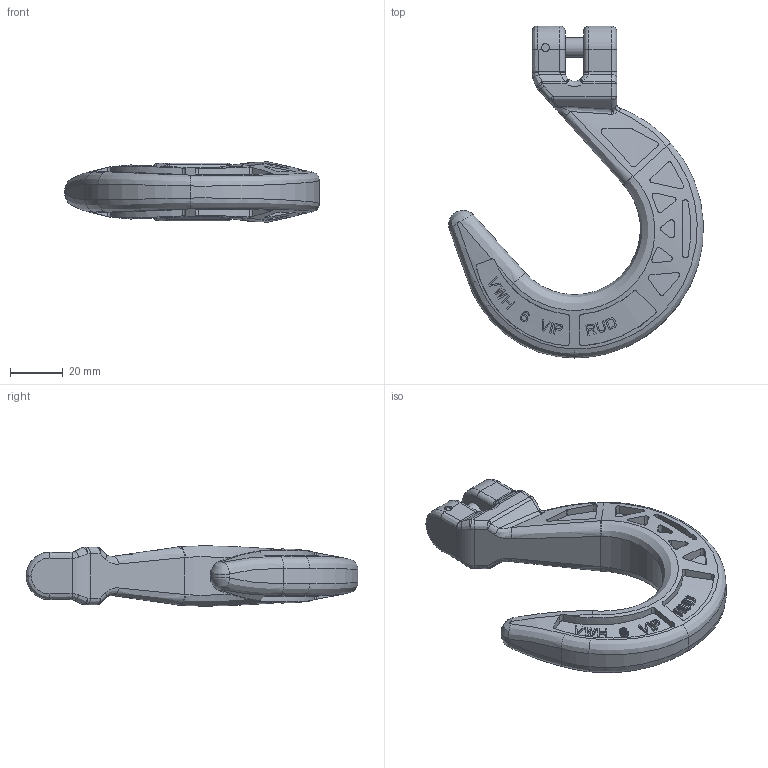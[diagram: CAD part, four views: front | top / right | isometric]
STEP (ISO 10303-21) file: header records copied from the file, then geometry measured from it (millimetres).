
FILE_DESCRIPTION((''),'2;1');
FILE_NAME('001-M31288-P-3','2016-06-13T',('Andreas.Wendler'),(''),'PRO/ENGINEER BY PARAMETRIC TECHNOLOGY CORPORATION, 2010140','PRO/ENGINEER BY PARAMETRIC TECHNOLOGY CORPORATION, 2010140','');
FILE_SCHEMA(('CONFIG_CONTROL_DESIGN'));
Length unit declared in the file: millimetre
Products named in the file (1): 001-M31288-P-3
Bounding box: 96.69 x 126 x 22.83 mm (x, y, z)
Volume: 71741.8 mm3; surface area: 19429.4 mm2
Topology: 1 solids, 1 shells, 514 faces, 1340 edges, 858 vertices
Faces by surface type: plane 278, cylinder 109, bspline 76, cone 32, torus 11, sphere 8
Entity records: 23582 total; most frequent: CARTESIAN_POINT 12738, ORIENTED_EDGE 2680, DIRECTION 1551, EDGE_CURVE 1340, VERTEX_POINT 858, B_SPLINE_CURVE_WITH_KNOTS 801, AXIS2_PLACEMENT_3D 574, EDGE_LOOP 546
